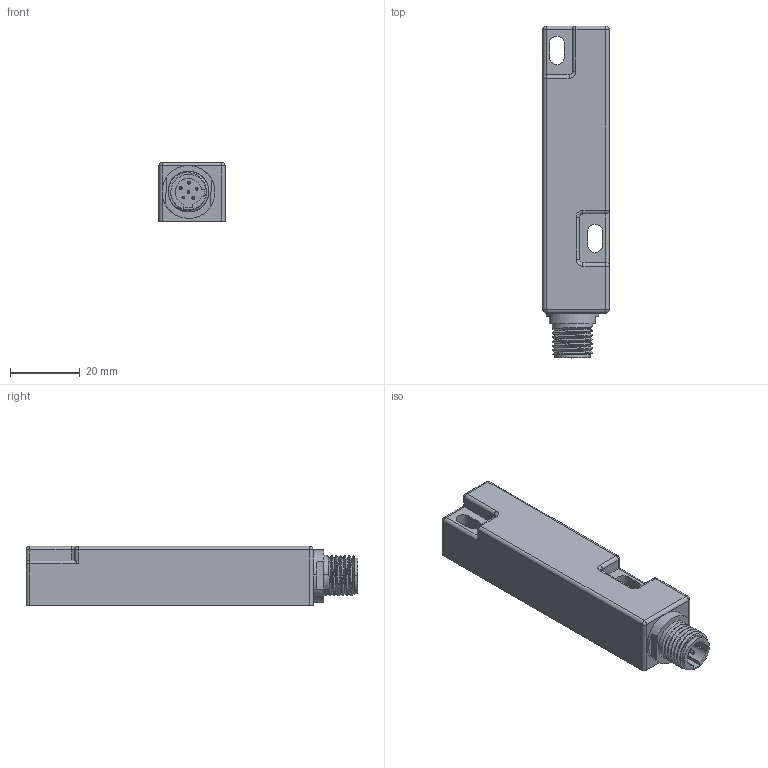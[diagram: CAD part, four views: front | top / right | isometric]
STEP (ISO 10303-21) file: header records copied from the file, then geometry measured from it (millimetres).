
FILE_DESCRIPTION (( 'STEP AP214' ), '1' );
FILE_NAME ('MS6-Red ABS Switch QD.STEP', '2018-03-08T15:31:23', ( '' ), ( '' ), 'SwSTEP 2.0', 'SolidWorks 2013', '' );
FILE_SCHEMA (( 'AUTOMOTIVE_DESIGN' ));
Length unit declared in the file: millimetre
Products named in the file (3): connector temp2; 356.702 (MS6 Switch Red); MS6-Red ABS Switch QD
Assembly tree (2 placements, depth 2):
  MS6-Red ABS Switch QD
    356.702 (MS6 Switch Red)
    connector temp2
Bounding box: 19 x 95.37 x 17 mm (x, y, z)
Volume: 26549.8 mm3; surface area: 8595.9 mm2
Topology: 2 solids, 2 shells, 143 faces, 346 edges, 210 vertices
Faces by surface type: cylinder 77, plane 39, torus 15, sphere 8, bspline 4
Entity records: 7426 total; most frequent: CARTESIAN_POINT 3654, DIRECTION 743, ORIENTED_EDGE 676, EDGE_CURVE 338, AXIS2_PLACEMENT_3D 299, VERTEX_POINT 210, EDGE_LOOP 158, CIRCLE 155
